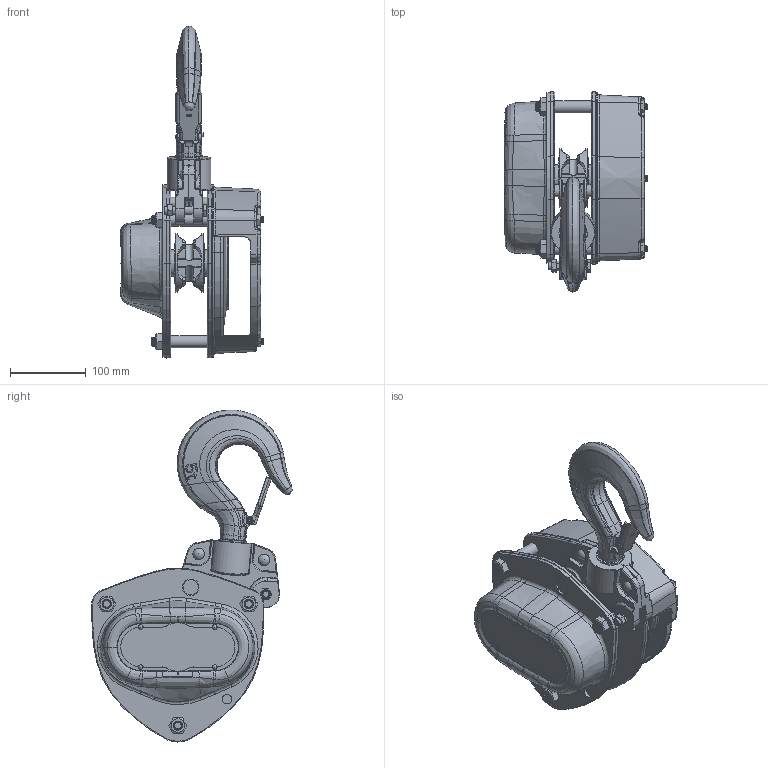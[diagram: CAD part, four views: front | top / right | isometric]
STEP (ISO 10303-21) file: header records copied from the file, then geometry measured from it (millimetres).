
FILE_DESCRIPTION(/* description */ (''),/* implementation_level */ '2;1');
FILE_NAME(/* name */ 'l1-5-zj.stp',/* time_stamp */ '2014-09-25T16:17:31+02:00',/* author */ ('helmut.rube'),/* organization */ (''),/* preprocessor_version */ 'ST-DEVELOPER v15.2',/* originating_system */ 'Autodesk Inventor 2014',/* authorisation */ '');
FILE_SCHEMA (('AUTOMOTIVE_DESIGN { 1 0 10303 214 3 1 1 }'));
Length unit declared in the file: millimetre
Products named in the file (1): l1-5-zj
Bounding box: 190 x 265.49 x 439.41 mm (x, y, z)
Volume: 1646058.5 mm3; surface area: 679751.4 mm2
Topology: 34 solids, 34 shells, 2919 faces, 7926 edges, 5121 vertices
Faces by surface type: cylinder 1418, plane 591, bspline 529, torus 261, cone 110, sphere 10
Full cylindrical faces by diameter (mm): 3.1 x8, 3.2 x1, 3.5 x4, 4.25 x1, 5 x6, 5.2 x2, 5.3 x1, 6.8 x4, 7.5 x1, 8 x3, 8.5 x3, 10 x2, 10.2 x3, 10.3 x6, 11.5 x2, 12 x24, 12.3 x2, 12.5 x2, 12.7 x4, 13 x4, 15 x12, 16 x10, 16.3 x2, 16.5 x3, 17.5 x1, 18 x2, 20 x5, 21 x1, 22 x1, 24 x2
Entity records: 129935 total; most frequent: CARTESIAN_POINT 59980, ORIENTED_EDGE 15232, DIRECTION 13973, EDGE_CURVE 7616, AXIS2_PLACEMENT_3D 5733, VERTEX_POINT 5027, CIRCLE 3292, EDGE_LOOP 3289
